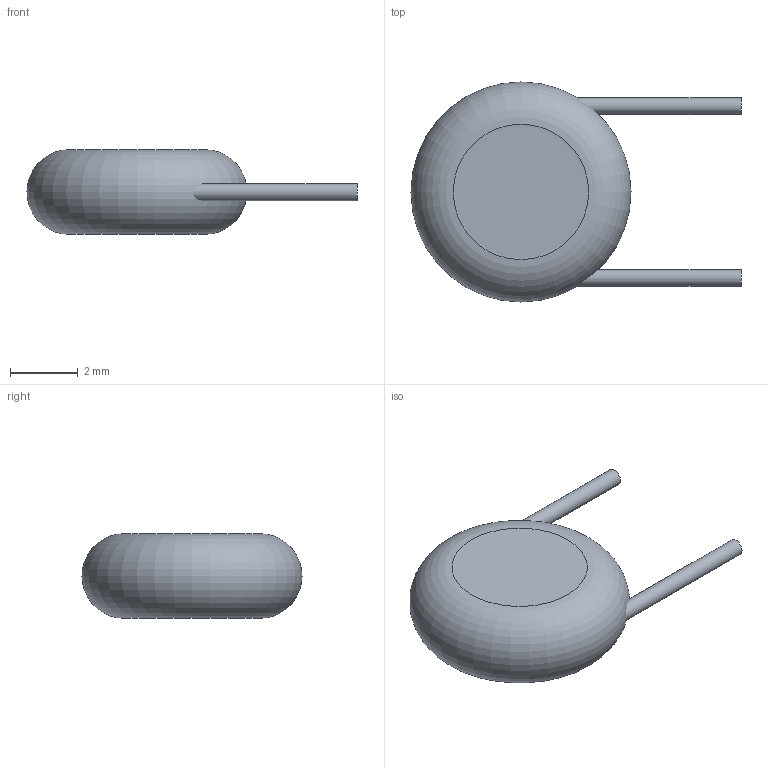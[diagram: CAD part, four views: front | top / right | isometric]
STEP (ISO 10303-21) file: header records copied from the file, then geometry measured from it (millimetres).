
FILE_DESCRIPTION(/* description */ (''),/* implementation_level */ '2;1');
FILE_NAME(/* name */ 'TH Capacitor - 0.1uF.step',/* time_stamp */ '2020-08-24T13:47:24+02:00',/* author */ (''),/* organization */ (''),/* preprocessor_version */ 'ST-DEVELOPER v18.1',/* originating_system */ 'Autodesk Translation Framework v9.3.0.1241',/* authorisation */ '');
FILE_SCHEMA (('AUTOMOTIVE_DESIGN { 1 0 10303 214 3 1 1 }'));
Length unit declared in the file: millimetre
Products named in the file (1): (Unsaved)
Bounding box: 9.75 x 6.5 x 2.5 mm (x, y, z)
Volume: 95.3 mm3; surface area: 174.7 mm2
Topology: 4 solids, 4 shells, 10 faces, 11 edges, 7 vertices
Faces by surface type: plane 6, cylinder 3, torus 1
Full cylindrical faces by diameter (mm): 0.5 x2, 4 x1
Entity records: 243 total; most frequent: DIRECTION 41, CARTESIAN_POINT 29, ORIENTED_EDGE 22, AXIS2_PLACEMENT_3D 19, EDGE_CURVE 11, FACE_OUTER_BOUND 10, EDGE_LOOP 10, ADVANCED_FACE 10
